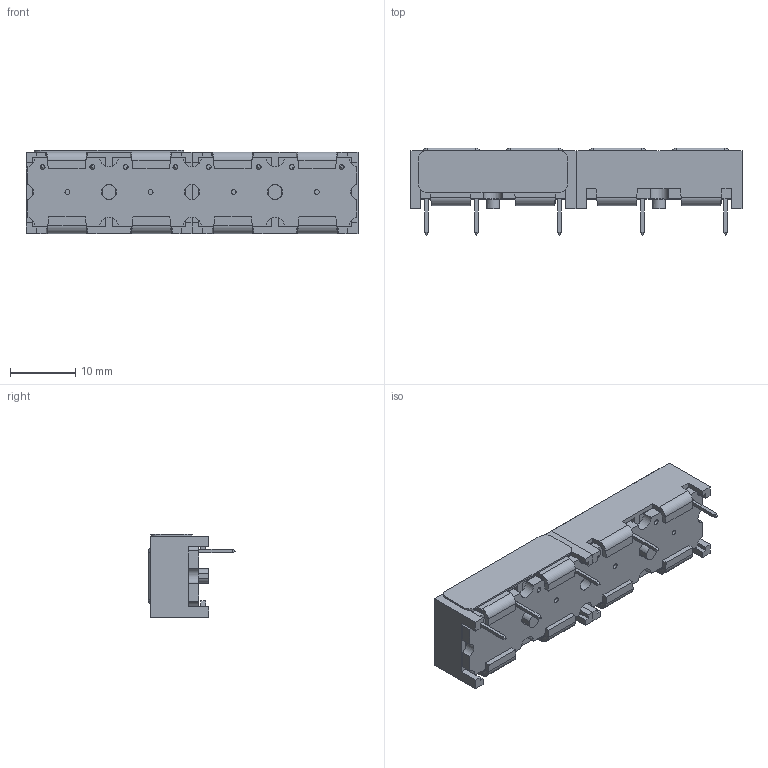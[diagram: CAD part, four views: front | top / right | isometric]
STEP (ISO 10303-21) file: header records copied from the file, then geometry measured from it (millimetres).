
FILE_DESCRIPTION((''),'2;1');
FILE_NAME('87FC3-201_HEAT_STAKED_SW0002','2017-04-11T',('dlatimer'),(''),'PRO/ENGINEER BY PARAMETRIC TECHNOLOGY CORPORATION, 2016100','PRO/ENGINEER BY PARAMETRIC TECHNOLOGY CORPORATION, 2016100','');
FILE_SCHEMA(('CONFIG_CONTROL_DESIGN'));
Length unit declared in the file: inch
Products named in the file (1): 87FC3-201_HEAT_STAKED_SW0002
Bounding box: 50.75 x 13.41 x 12.7 mm (x, y, z)
Surface area: 5294.6 mm2 (no closed solid volume)
Topology: 0 solids, 21 shells, 559 faces, 1544 edges, 985 vertices
Faces by surface type: plane 339, cylinder 168, bspline 32, sphere 20
Entity records: 19158 total; most frequent: CARTESIAN_POINT 5168, ORIENTED_EDGE 2856, DIRECTION 2770, EDGE_CURVE 1544, VECTOR 1020, LINE 1020, VERTEX_POINT 985, AXIS2_PLACEMENT_3D 875
